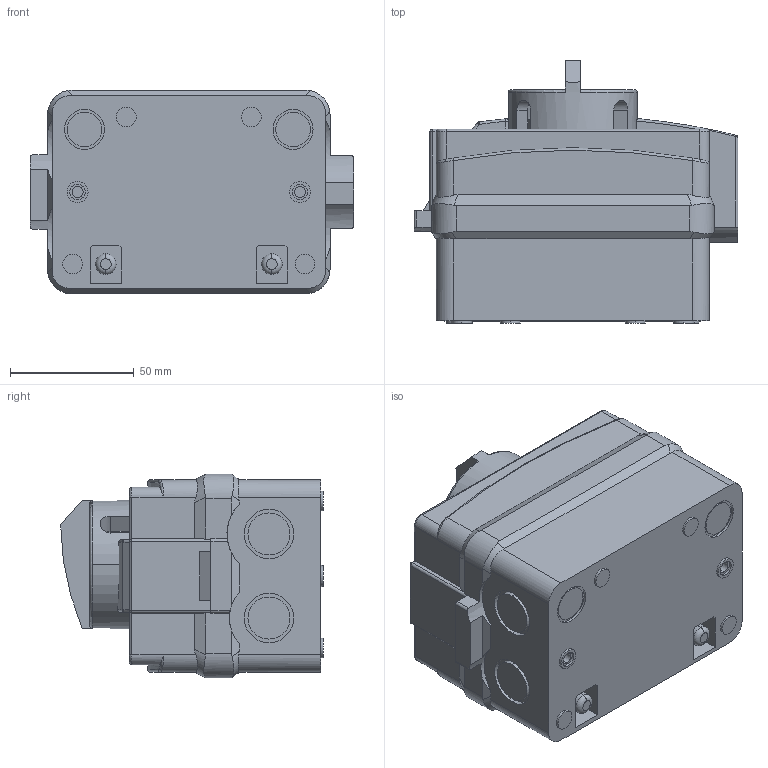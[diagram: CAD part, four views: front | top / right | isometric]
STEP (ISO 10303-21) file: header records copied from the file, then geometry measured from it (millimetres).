
FILE_DESCRIPTION((''),'2;1');
FILE_NAME('VCFN12GE','2018-03-30T',('SESA468396'),('Schneider-Electric'),'PRO/ENGINEER BY PARAMETRIC TECHNOLOGY CORPORATION, 2015440','PRO/ENGINEER BY PARAMETRIC TECHNOLOGY CORPORATION, 2015440','');
FILE_SCHEMA(('CONFIG_CONTROL_DESIGN'));
Length unit declared in the file: millimetre
Products named in the file (1): VCFN12GE
Bounding box: 131 x 106.3 x 82.5 mm (x, y, z)
Volume: 709557.6 mm3; surface area: 59522.5 mm2
Topology: 1 solids, 1 shells, 284 faces, 720 edges, 462 vertices
Faces by surface type: plane 122, cylinder 118, torus 22, bspline 16, sphere 6
Entity records: 9655 total; most frequent: CARTESIAN_POINT 2891, ORIENTED_EDGE 1440, DIRECTION 1346, EDGE_CURVE 720, AXIS2_PLACEMENT_3D 496, VERTEX_POINT 462, VECTOR 354, LINE 354
